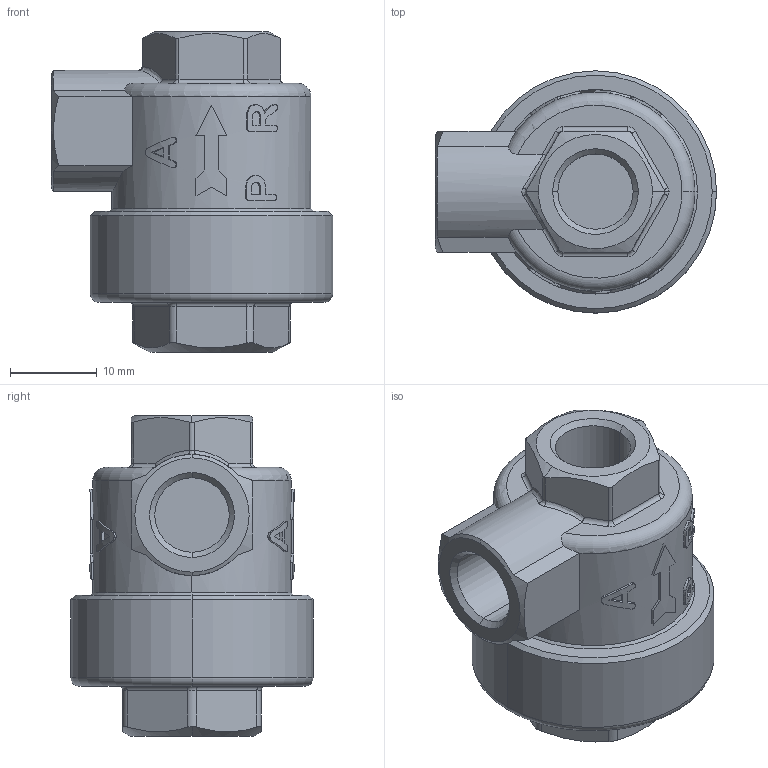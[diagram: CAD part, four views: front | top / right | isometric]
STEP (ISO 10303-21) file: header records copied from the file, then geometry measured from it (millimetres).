
FILE_DESCRIPTION (( 'STEP AP214' ), '1' );
FILE_NAME ('0605000002B.STEP', '2020-11-02T15:06:33', ( 'admin' ), ( '' ), 'SwSTEP 2.0', 'SolidWorks 2016', '' );
FILE_SCHEMA (( 'AUTOMOTIVE_DESIGN' ));
Length unit declared in the file: millimetre
Products named in the file (1): 0605000002B
Bounding box: 32.5 x 28 x 37.1 mm (x, y, z)
Volume: 14609.3 mm3; surface area: 4729.9 mm2
Topology: 1 solids, 1 shells, 246 faces, 630 edges, 405 vertices
Faces by surface type: bspline 89, plane 71, cylinder 53, torus 17, cone 16
Entity records: 15529 total; most frequent: CARTESIAN_POINT 10136, ORIENTED_EDGE 1260, DIRECTION 853, EDGE_CURVE 630, VERTEX_POINT 405, AXIS2_PLACEMENT_3D 289, LINE 275, VECTOR 275
